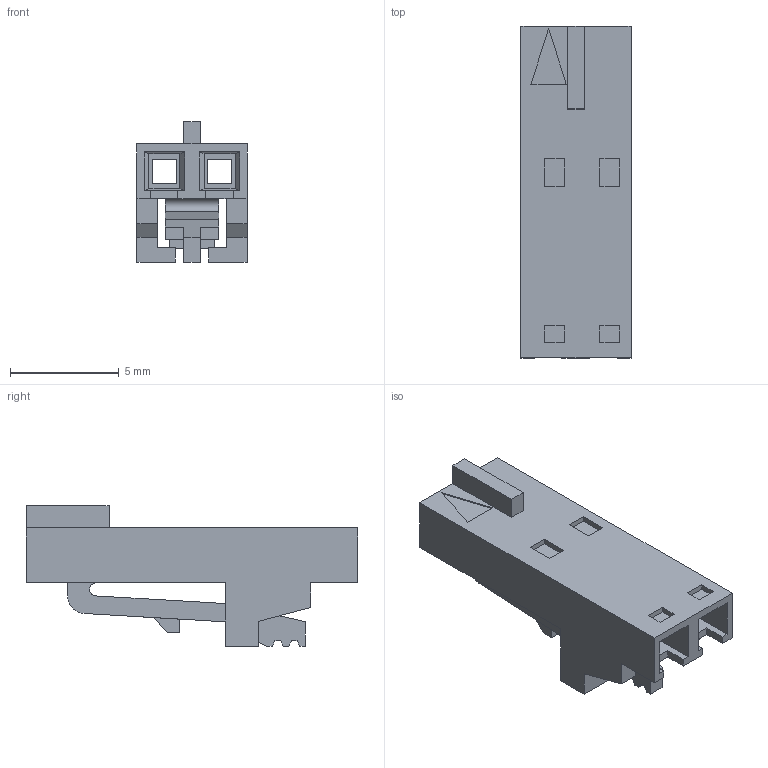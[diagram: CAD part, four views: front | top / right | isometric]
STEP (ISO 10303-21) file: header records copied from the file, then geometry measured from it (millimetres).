
FILE_DESCRIPTION((''),'2;1');
FILE_NAME('050579402','2017-05-10T',('ksrinivasara'),(''),'PRO/ENGINEER BY PARAMETRIC TECHNOLOGY CORPORATION, 2012310','PRO/ENGINEER BY PARAMETRIC TECHNOLOGY CORPORATION, 2012310','');
FILE_SCHEMA(('CONFIG_CONTROL_DESIGN'));
Length unit declared in the file: inch
Products named in the file (1): 050579402
Bounding box: 5.05 x 15.24 x 6.45 mm (x, y, z)
Volume: 148.2 mm3; surface area: 585.6 mm2
Topology: 1 solids, 1 shells, 129 faces, 336 edges, 216 vertices
Faces by surface type: plane 127, cylinder 2
Entity records: 3894 total; most frequent: CARTESIAN_POINT 682, ORIENTED_EDGE 672, DIRECTION 600, EDGE_CURVE 336, VECTOR 332, LINE 332, VERTEX_POINT 216, EDGE_LOOP 140
